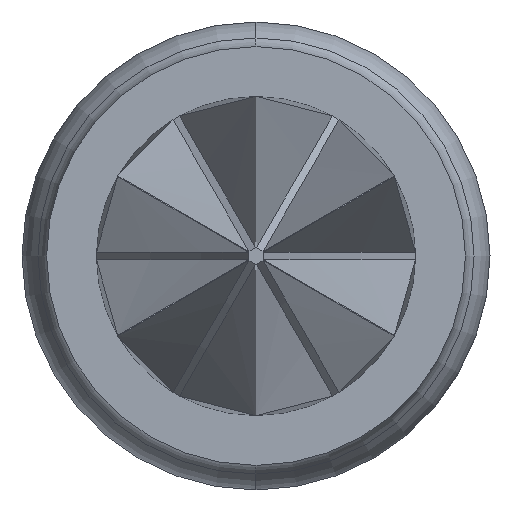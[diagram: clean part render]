
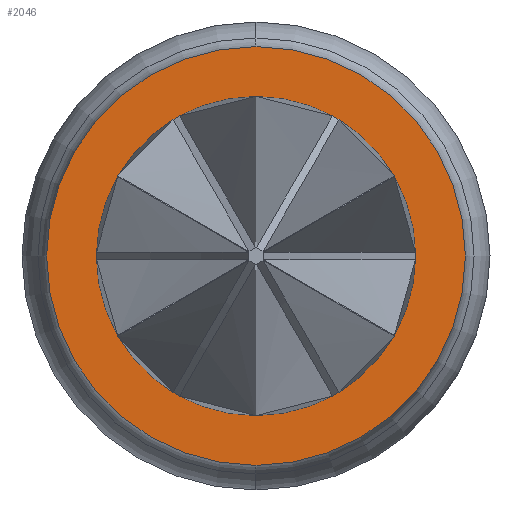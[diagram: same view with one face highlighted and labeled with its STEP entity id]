
A CAD part, left-side view. The second image highlights one B-rep face of the part: STEP entity #2046.
In plain terms, the highlighted planar face has unit normal (-1, 0, 0).
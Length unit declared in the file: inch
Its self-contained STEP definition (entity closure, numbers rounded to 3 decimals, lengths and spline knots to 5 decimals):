
#45 = CIRCLE ( 'NONE', #1278, 0.0105 ) ;
#48 = CIRCLE ( 'NONE', #170, 0.01378 ) ;
#67 = AXIS2_PLACEMENT_3D ( 'NONE', #736, #1839, #899 ) ;
#170 = AXIS2_PLACEMENT_3D ( 'NONE', #1343, #372, #1485 ) ;
#230 = AXIS2_PLACEMENT_3D ( 'NONE', #1387, #1412, #1420 ) ;
#329 = CARTESIAN_POINT ( 'NONE',  ( 0., 0., -0.0105 ) ) ;
#372 = DIRECTION ( 'NONE',  ( -1., 0., 0. ) ) ;
#393 = EDGE_LOOP ( 'NONE', ( #1307, #572 ) ) ;
#475 = AXIS2_PLACEMENT_3D ( 'NONE', #1487, #1481, #1505 ) ;
#516 = EDGE_CURVE ( 'NONE', #823, #1009, #45, .T. ) ;
#572 = ORIENTED_EDGE ( 'NONE', *, *, #516, .F. ) ;
#736 = CARTESIAN_POINT ( 'NONE',  ( 0., 0., 0. ) ) ;
#797 = FACE_BOUND ( 'NONE', #393, .T. ) ;
#811 = EDGE_CURVE ( 'NONE', #1775, #1380, #1468, .T. ) ;
#823 = VERTEX_POINT ( 'NONE', #1389 ) ;
#899 = DIRECTION ( 'NONE',  ( 0., -1., 0. ) ) ;
#940 = CARTESIAN_POINT ( 'NONE',  ( 0., 0., 0.01378 ) ) ;
#990 = CIRCLE ( 'NONE', #67, 0.0105 ) ;
#1009 = VERTEX_POINT ( 'NONE', #329 ) ;
#1198 = EDGE_CURVE ( 'NONE', #1380, #1775, #48, .T. ) ;
#1260 = DIRECTION ( 'NONE',  ( 0., -1., 0. ) ) ;
#1274 = DIRECTION ( 'NONE',  ( -1., 0., 0. ) ) ;
#1278 = AXIS2_PLACEMENT_3D ( 'NONE', #1292, #1274, #1260 ) ;
#1280 = EDGE_CURVE ( 'NONE', #1009, #823, #990, .T. ) ;
#1292 = CARTESIAN_POINT ( 'NONE',  ( 0., 0., 0. ) ) ;
#1307 = ORIENTED_EDGE ( 'NONE', *, *, #1280, .F. ) ;
#1343 = CARTESIAN_POINT ( 'NONE',  ( 0., 0., 0. ) ) ;
#1380 = VERTEX_POINT ( 'NONE', #1680 ) ;
#1387 = CARTESIAN_POINT ( 'NONE',  ( 0., 0.0129, 0. ) ) ;
#1389 = CARTESIAN_POINT ( 'NONE',  ( 0., 0., 0.0105 ) ) ;
#1399 = ORIENTED_EDGE ( 'NONE', *, *, #811, .T. ) ;
#1412 = DIRECTION ( 'NONE',  ( -1., 0., 0. ) ) ;
#1420 = DIRECTION ( 'NONE',  ( 0., 0., 1. ) ) ;
#1468 = CIRCLE ( 'NONE', #475, 0.01378 ) ;
#1481 = DIRECTION ( 'NONE',  ( -1., 0., 0. ) ) ;
#1485 = DIRECTION ( 'NONE',  ( 0., 0., 1. ) ) ;
#1487 = CARTESIAN_POINT ( 'NONE',  ( 0., 0., 0. ) ) ;
#1490 = EDGE_LOOP ( 'NONE', ( #1399, #1566 ) ) ;
#1505 = DIRECTION ( 'NONE',  ( 0., 0., 1. ) ) ;
#1566 = ORIENTED_EDGE ( 'NONE', *, *, #1198, .T. ) ;
#1569 = FACE_OUTER_BOUND ( 'NONE', #1490, .T. ) ;
#1601 = PLANE ( 'NONE',  #230 ) ;
#1680 = CARTESIAN_POINT ( 'NONE',  ( 0., 0., -0.01378 ) ) ;
#1775 = VERTEX_POINT ( 'NONE', #940 ) ;
#1839 = DIRECTION ( 'NONE',  ( -1., 0., 0. ) ) ;
#2046 = ADVANCED_FACE ( 'NONE', ( #797, #1569 ), #1601, .T. ) ;
